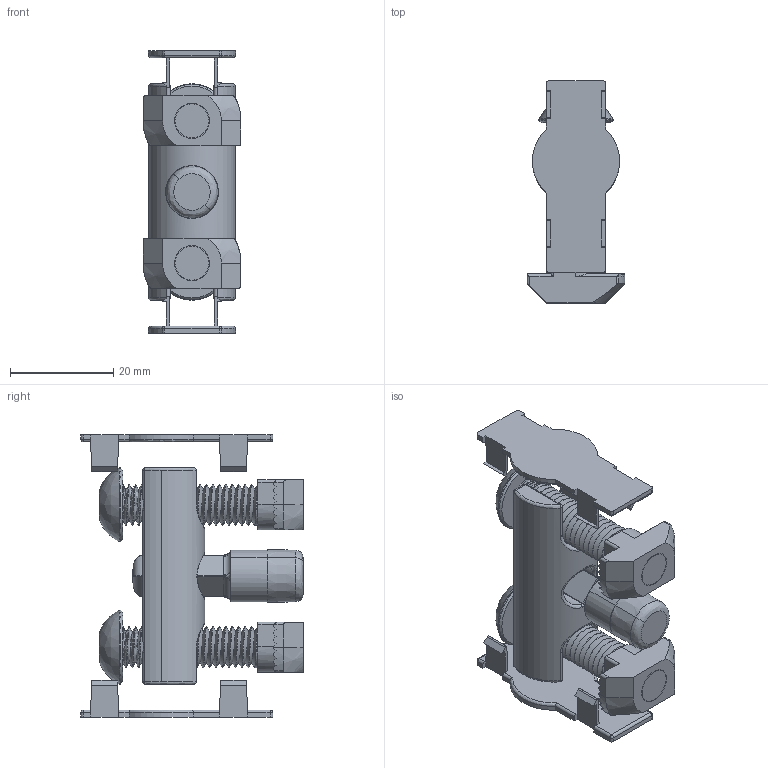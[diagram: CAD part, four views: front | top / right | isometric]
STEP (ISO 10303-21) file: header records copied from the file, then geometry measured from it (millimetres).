
FILE_DESCRIPTION (( 'STEP AP203' ), '1' );
FILE_NAME ('084.307.031.STEP', '2013-01-25T12:25:09', ( 'Alusic' ), ( 'Alusic' ), 'SwSTEP 2.0', 'SolidWorks 2011', '' );
FILE_SCHEMA (( 'CONFIG_CONTROL_DESIGN' ));
Length unit declared in the file: millimetre
Products named in the file (1): 084.307.031
Bounding box: 19 x 43.1 x 54.8 mm (x, y, z)
Volume: 12792.7 mm3; surface area: 11550.4 mm2
Topology: 8 solids, 8 shells, 563 faces, 1475 edges, 913 vertices
Faces by surface type: cylinder 231, plane 222, bspline 96, cone 14
Entity records: 27318 total; most frequent: CARTESIAN_POINT 14826, ORIENTED_EDGE 2910, DIRECTION 2272, EDGE_CURVE 1455, VERTEX_POINT 913, AXIS2_PLACEMENT_3D 762, VECTOR 748, LINE 748
